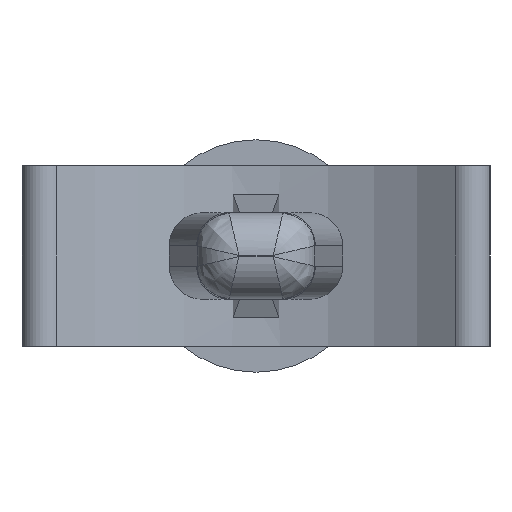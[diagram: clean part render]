
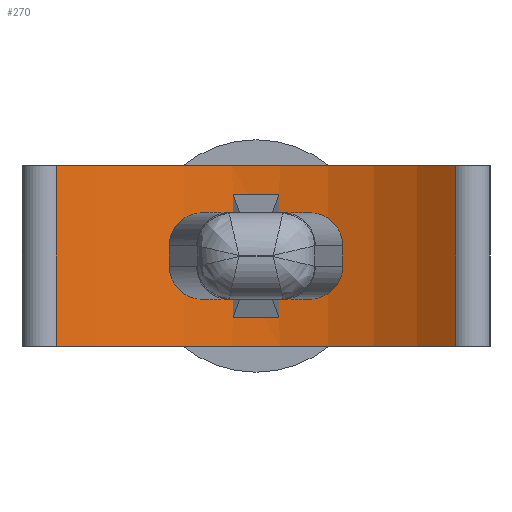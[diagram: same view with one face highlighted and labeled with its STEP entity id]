
A CAD part, front view. The second image highlights one B-rep face of the part: STEP entity #270.
In plain terms, the highlighted cylindrical face has radius 9.14 mm (diameter 18.28 mm), a partial arc.
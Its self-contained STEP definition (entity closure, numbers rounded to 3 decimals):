
#270 = ADVANCED_FACE( '', ( #615, #616 ), #617, .F. );
#615 = FACE_OUTER_BOUND( '', #1470, .T. );
#616 = FACE_BOUND( '', #1471, .T. );
#617 = CYLINDRICAL_SURFACE( '', #1472, 9.14 );
#1470 = EDGE_LOOP( '', ( #2646, #2647, #2648, #2649 ) );
#1471 = EDGE_LOOP( '', ( #2650, #2651, #2652, #2653 ) );
#1472 = AXIS2_PLACEMENT_3D( '', #2654, #2655, #2656 );
#2646 = ORIENTED_EDGE( '', *, *, #3589, .T. );
#2647 = ORIENTED_EDGE( '', *, *, #3362, .F. );
#2648 = ORIENTED_EDGE( '', *, *, #3590, .F. );
#2649 = ORIENTED_EDGE( '', *, *, #3591, .T. );
#2650 = ORIENTED_EDGE( '', *, *, #3533, .T. );
#2651 = ORIENTED_EDGE( '', *, *, #3400, .T. );
#2652 = ORIENTED_EDGE( '', *, *, #3432, .T. );
#2653 = ORIENTED_EDGE( '', *, *, #3486, .T. );
#2654 = CARTESIAN_POINT( '', ( 0., -20.25, 2.75 ) );
#2655 = DIRECTION( '', ( 0., 0., 1. ) );
#2656 = DIRECTION( '', ( -1., 0., 0. ) );
#3362 = EDGE_CURVE( '', #3850, #3845, #3852, .T. );
#3400 = EDGE_CURVE( '', #3913, #3914, #3915, .T. );
#3432 = EDGE_CURVE( '', #3914, #3968, #3969, .T. );
#3486 = EDGE_CURVE( '', #3968, #4056, #4057, .F. );
#3533 = EDGE_CURVE( '', #4056, #3913, #4132, .T. );
#3589 = EDGE_CURVE( '', #4212, #3845, #4213, .T. );
#3590 = EDGE_CURVE( '', #4214, #3850, #4215, .T. );
#3591 = EDGE_CURVE( '', #4214, #4212, #4216, .T. );
#3845 = VERTEX_POINT( '', #4526 );
#3850 = VERTEX_POINT( '', #4532 );
#3852 = LINE( '', #4534, #4535 );
#3913 = VERTEX_POINT( '', #4615 );
#3914 = VERTEX_POINT( '', #4616 );
#3915 = LINE( '', #4617, #4618 );
#3968 = VERTEX_POINT( '', #4695 );
#3969 = CIRCLE( '', #4696, 9.14 );
#4056 = VERTEX_POINT( '', #4815 );
#4057 = LINE( '', #4816, #4817 );
#4132 = CIRCLE( '', #4915, 9.14 );
#4212 = VERTEX_POINT( '', #5027 );
#4213 = CIRCLE( '', #5028, 9.14 );
#4214 = VERTEX_POINT( '', #5029 );
#4215 = CIRCLE( '', #5030, 9.14 );
#4216 = LINE( '', #5031, #5032 );
#4526 = CARTESIAN_POINT( '', ( 6.107, -13.45, -2.75 ) );
#4532 = CARTESIAN_POINT( '', ( 6.107, -13.45, 2.75 ) );
#4534 = CARTESIAN_POINT( '', ( 6.107, -13.45, 2.75 ) );
#4535 = VECTOR( '', #5400, 1000. );
#4615 = CARTESIAN_POINT( '', ( 0.7, -11.137, 1.875 ) );
#4616 = CARTESIAN_POINT( '', ( 0.7, -11.137, -1.875 ) );
#4617 = CARTESIAN_POINT( '', ( 0.7, -11.137, 2.75 ) );
#4618 = VECTOR( '', #5447, 1000. );
#4695 = CARTESIAN_POINT( '', ( -0.7, -11.137, -1.875 ) );
#4696 = AXIS2_PLACEMENT_3D( '', #5475, #5476, #5477 );
#4815 = CARTESIAN_POINT( '', ( -0.7, -11.137, 1.875 ) );
#4816 = CARTESIAN_POINT( '', ( -0.7, -11.137, 2.75 ) );
#4817 = VECTOR( '', #5543, 1000. );
#4915 = AXIS2_PLACEMENT_3D( '', #5609, #5610, #5611 );
#5027 = CARTESIAN_POINT( '', ( -6.107, -13.45, -2.75 ) );
#5028 = AXIS2_PLACEMENT_3D( '', #5668, #5669, #5670 );
#5029 = CARTESIAN_POINT( '', ( -6.107, -13.45, 2.75 ) );
#5030 = AXIS2_PLACEMENT_3D( '', #5671, #5672, #5673 );
#5031 = CARTESIAN_POINT( '', ( -6.107, -13.45, 2.75 ) );
#5032 = VECTOR( '', #5674, 1000. );
#5400 = DIRECTION( '', ( 0., 0., -1. ) );
#5447 = DIRECTION( '', ( 0., 0., -1. ) );
#5475 = CARTESIAN_POINT( '', ( 0., -20.25, -1.875 ) );
#5476 = DIRECTION( '', ( 0., 0., 1. ) );
#5477 = DIRECTION( '', ( 1., 0., 0. ) );
#5543 = DIRECTION( '', ( 0., 0., -1. ) );
#5609 = CARTESIAN_POINT( '', ( 0., -20.25, 1.875 ) );
#5610 = DIRECTION( '', ( 0., 0., -1. ) );
#5611 = DIRECTION( '', ( -1., 0., 0. ) );
#5668 = CARTESIAN_POINT( '', ( 0., -20.25, -2.75 ) );
#5669 = DIRECTION( '', ( 0., 0., -1. ) );
#5670 = DIRECTION( '', ( 1., 0., 0. ) );
#5671 = CARTESIAN_POINT( '', ( 0., -20.25, 2.75 ) );
#5672 = DIRECTION( '', ( 0., 0., -1. ) );
#5673 = DIRECTION( '', ( 1., 0., 0. ) );
#5674 = DIRECTION( '', ( 0., 0., -1. ) );
